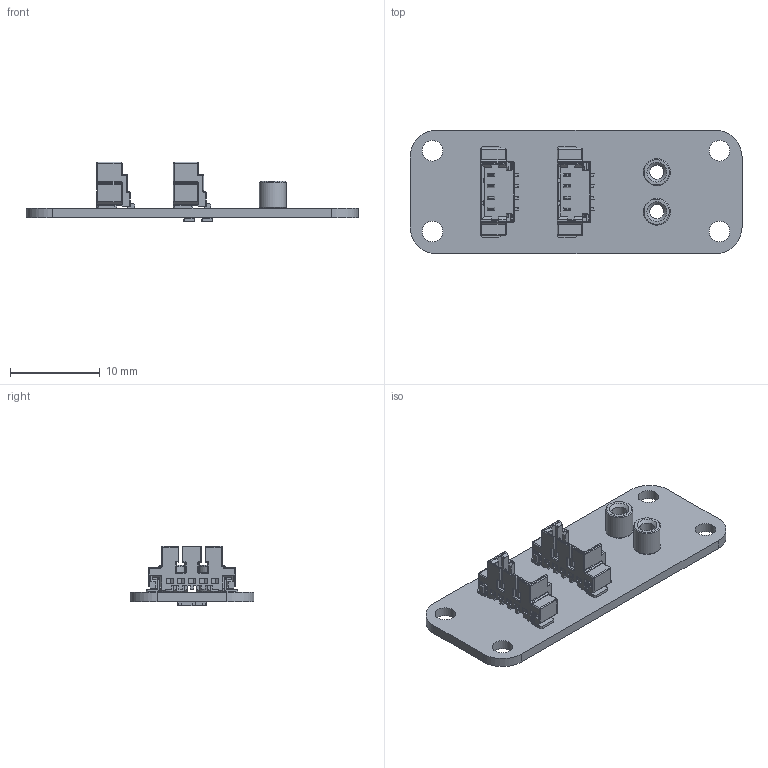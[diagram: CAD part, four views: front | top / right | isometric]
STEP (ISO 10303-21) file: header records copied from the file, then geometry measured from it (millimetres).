
FILE_DESCRIPTION(('Open CASCADE Model'),'2;1');
FILE_NAME('Open CASCADE Shape Model','2025-08-16T10:22:37',('Author'),( 'Open CASCADE'),'Open CASCADE STEP processor 7.5','Open CASCADE 7.5' ,'Unknown');
FILE_SCHEMA(('AUTOMOTIVE_DESIGN { 1 0 10303 214 1 1 1 1 }'));
Length unit declared in the file: millimetre
Products named in the file (20): PCB; BoardKSG_REFLOW_0825_BOARD_ksv; Open CASCADE STEP KSG_REFLOW_0825_BOARD_ksv 7.5 5.1.1; X2KSG_REFLOW_0825_BOARD_ksv; Conn_Molex_533980471_eec; 1; 2; 3; 533980471; Molex Logo; 8; R1KSG_REFLOW_0825_BOARD_ksv; chip_0805_r; R2KSG_REFLOW_0825_BOARD_ksv; X1KSG_REFLOW_0825_BOARD_ksv; Free-Models; 򳯩란; Open CASCADE STEP KSG_REFLOW_0825_BOARD_ksv 7.5 5.6.1.1; Open CASCADE STEP KSG_REFLOW_0825_BOARD_ksv 7.5 5.6.1.2
Assembly tree (22 placements, depth 5):
  PCB
    BoardKSG_REFLOW_0825_BOARD_ksv
      Open CASCADE STEP KSG_REFLOW_0825_BOARD_ksv 7.5 5.1.1
    X2KSG_REFLOW_0825_BOARD_ksv
      Conn_Molex_533980471_eec
        1
          1
          2
          3
          533980471
          Molex Logo
          8
    R1KSG_REFLOW_0825_BOARD_ksv
      chip_0805_r
    R2KSG_REFLOW_0825_BOARD_ksv
      chip_0805_r
    X1KSG_REFLOW_0825_BOARD_ksv
      Conn_Molex_533980471_eec
        1
          1
          2
          3
          533980471
          Molex Logo
          8
    Free-Models
      򳯩란  x2
        Open CASCADE STEP KSG_REFLOW_0825_BOARD_ksv 7.5 5.6.1.1
        Open CASCADE STEP KSG_REFLOW_0825_BOARD_ksv 7.5 5.6.1.2
Bounding box: 37 x 13.8 x 6.63 mm (x, y, z)
Volume: 696.1 mm3; surface area: 1886.8 mm2
Topology: 51 solids, 55 shells, 1640 faces, 3970 edges, 2398 vertices
Faces by surface type: plane 740, cylinder 412, bspline 372, torus 60, sphere 48, cone 8
Full cylindrical faces by diameter (mm): 1.6 x2, 2 x2, 2.1 x2, 2.3 x4, 3 x2
Entity records: 29506 total; most frequent: CARTESIAN_POINT 9886, ORIENTED_EDGE 3958, DIRECTION 3502, EDGE_CURVE 1979, VERTEX_POINT 1213, LINE 1208, VECTOR 1208, AXIS2_PLACEMENT_3D 1147
